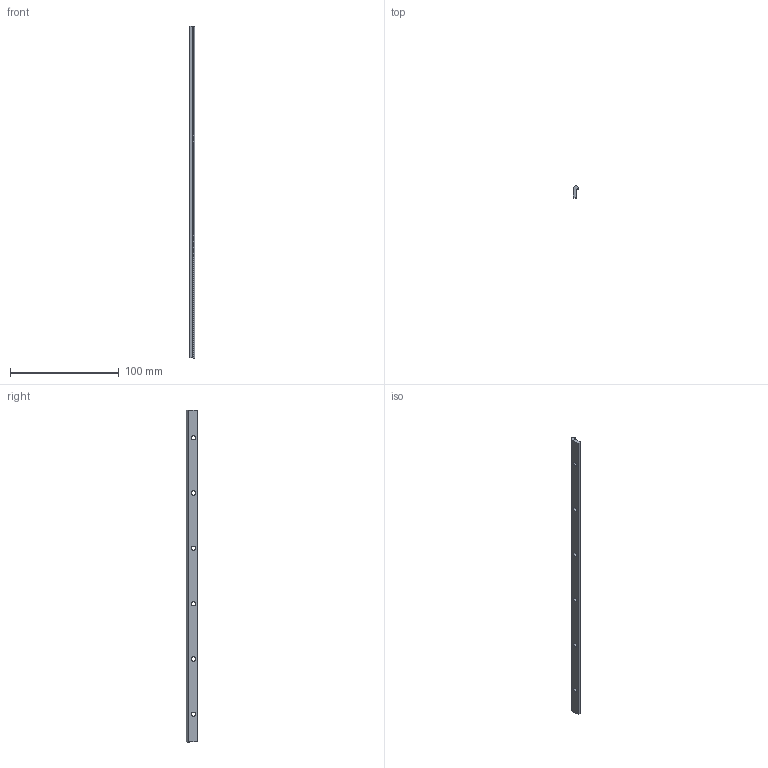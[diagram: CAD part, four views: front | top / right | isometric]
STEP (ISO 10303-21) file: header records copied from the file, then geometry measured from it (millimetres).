
FILE_DESCRIPTION (( 'STEP AP214' ), '1' );
FILE_NAME ('CRT_A0583E4FA6.step', '2023-01-19T17:13:58', ( '' ), ( '' ), 'SwSTEP 2.0', 'SolidWorks 2019', '' );
FILE_SCHEMA (( 'AUTOMOTIVE_DESIGN' ));
Length unit declared in the file: inch
Products named in the file (3): CRT_A0583E4FA6; FrqqBucNVA_CADModel_0
Assembly tree (1 placements, depth 2):
  CRT_A0583E4FA6
    FrqqBucNVA_CADModel_0
  FrqqBucNVA_CADModel_0
Bounding box: 4.75 x 10.98 x 304.8 mm (x, y, z)
Volume: 10311.2 mm3; surface area: 8819.1 mm2
Topology: 1 solids, 1 shells, 28 faces, 78 edges, 52 vertices
Faces by surface type: cylinder 17, plane 11
Entity records: 1393 total; most frequent: DIRECTION 178, CARTESIAN_POINT 163, ORIENTED_EDGE 156, EDGE_CURVE 78, AXIS2_PLACEMENT_3D 67, VERTEX_POINT 52, LINE 44, VECTOR 44
